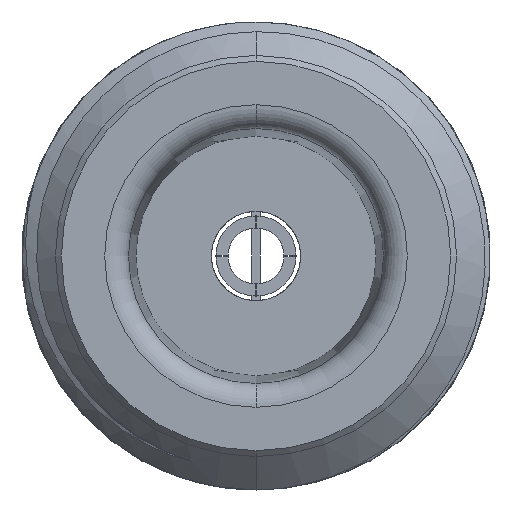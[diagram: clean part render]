
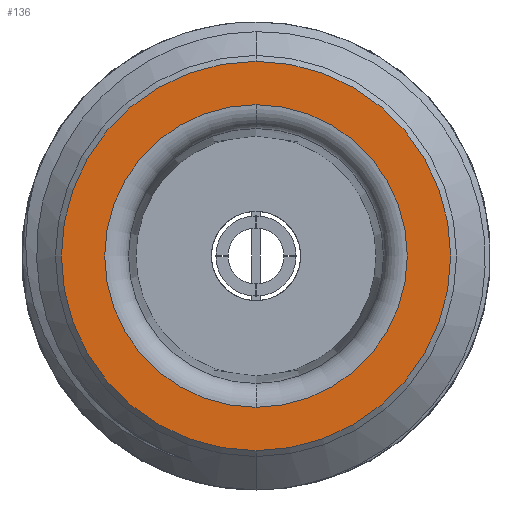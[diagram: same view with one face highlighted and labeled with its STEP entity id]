
A CAD part, left-side view. The second image highlights one B-rep face of the part: STEP entity #136.
In plain terms, the highlighted planar face has unit normal (-1, 0, 0).
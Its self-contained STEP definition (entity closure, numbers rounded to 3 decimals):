
#10 = ORIENTED_EDGE ( 'NONE', *, *, #5381, .T. ) ;
#65 = ORIENTED_EDGE ( 'NONE', *, *, #706, .T. ) ;
#136 = ADVANCED_FACE ( 'NONE', ( #6622, #1664 ), #5000, .T. ) ;
#409 = CARTESIAN_POINT ( 'NONE',  ( -31.491, 6.338, 5.782 ) ) ;
#415 = CARTESIAN_POINT ( 'NONE',  ( -31.491, 6.338, 10.873 ) ) ;
#630 = CARTESIAN_POINT ( 'NONE',  ( -31.491, 6.338, 5.782 ) ) ;
#680 = VERTEX_POINT ( 'NONE', #9317 ) ;
#706 = EDGE_CURVE ( 'NONE', #680, #5181, #10570, .T. ) ;
#845 = DIRECTION ( 'NONE',  ( -1., 0., 0. ) ) ;
#1130 = VERTEX_POINT ( 'NONE', #1141 ) ;
#1139 = CARTESIAN_POINT ( 'NONE',  ( -31.491, 6.338, 12.332 ) ) ;
#1141 = CARTESIAN_POINT ( 'NONE',  ( -31.491, 6.338, -0.768 ) ) ;
#1664 = FACE_OUTER_BOUND ( 'NONE', #2893, .T. ) ;
#1850 = AXIS2_PLACEMENT_3D ( 'NONE', #8309, #845, #2635 ) ;
#2096 = DIRECTION ( 'NONE',  ( -1., 0., 0. ) ) ;
#2480 = DIRECTION ( 'NONE',  ( 0., 0., 1. ) ) ;
#2635 = DIRECTION ( 'NONE',  ( 0., 0., 1. ) ) ;
#2893 = EDGE_LOOP ( 'NONE', ( #3059, #8960 ) ) ;
#3059 = ORIENTED_EDGE ( 'NONE', *, *, #8760, .T. ) ;
#3527 = AXIS2_PLACEMENT_3D ( 'NONE', #9170, #5158, #2480 ) ;
#4192 = CIRCLE ( 'NONE', #10275, 5.091 ) ;
#4271 = DIRECTION ( 'NONE',  ( 1., 0., 0. ) ) ;
#4486 = CARTESIAN_POINT ( 'NONE',  ( -31.491, 6.338, 5.782 ) ) ;
#4770 = AXIS2_PLACEMENT_3D ( 'NONE', #409, #2096, #5369 ) ;
#5000 = PLANE ( 'NONE',  #1850 ) ;
#5158 = DIRECTION ( 'NONE',  ( -1., 0., 0. ) ) ;
#5181 = VERTEX_POINT ( 'NONE', #415 ) ;
#5369 = DIRECTION ( 'NONE',  ( 0., 0., 1. ) ) ;
#5381 = EDGE_CURVE ( 'NONE', #5181, #680, #4192, .T. ) ;
#5962 = CIRCLE ( 'NONE', #4770, 6.55 ) ;
#6622 = FACE_BOUND ( 'NONE', #10335, .T. ) ;
#7335 = EDGE_CURVE ( 'NONE', #7856, #1130, #9783, .T. ) ;
#7803 = DIRECTION ( 'NONE',  ( 0., 0., 1. ) ) ;
#7856 = VERTEX_POINT ( 'NONE', #1139 ) ;
#8309 = CARTESIAN_POINT ( 'NONE',  ( -31.491, 13.088, 5.782 ) ) ;
#8466 = AXIS2_PLACEMENT_3D ( 'NONE', #4486, #4271, #7803 ) ;
#8760 = EDGE_CURVE ( 'NONE', #1130, #7856, #5962, .T. ) ;
#8908 = DIRECTION ( 'NONE',  ( 0., 0., 1. ) ) ;
#8960 = ORIENTED_EDGE ( 'NONE', *, *, #7335, .T. ) ;
#9170 = CARTESIAN_POINT ( 'NONE',  ( -31.491, 6.338, 5.782 ) ) ;
#9317 = CARTESIAN_POINT ( 'NONE',  ( -31.491, 6.338, 0.69 ) ) ;
#9783 = CIRCLE ( 'NONE', #3527, 6.55 ) ;
#10275 = AXIS2_PLACEMENT_3D ( 'NONE', #630, #10762, #8908 ) ;
#10335 = EDGE_LOOP ( 'NONE', ( #10, #65 ) ) ;
#10570 = CIRCLE ( 'NONE', #8466, 5.091 ) ;
#10762 = DIRECTION ( 'NONE',  ( 1., 0., 0. ) ) ;
